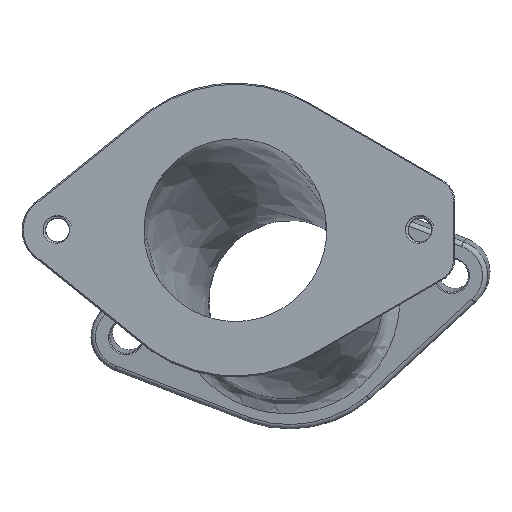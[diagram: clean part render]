
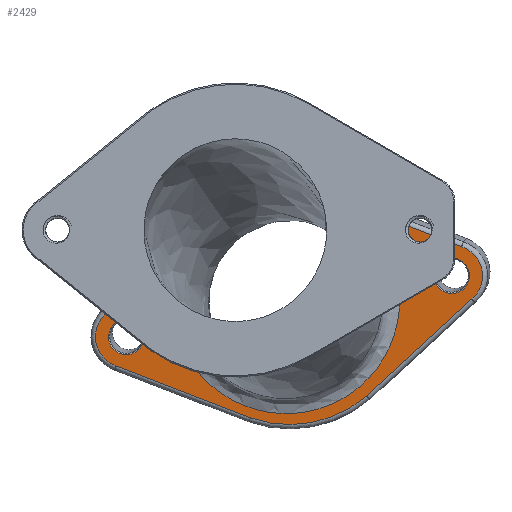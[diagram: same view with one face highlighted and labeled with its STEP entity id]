
A CAD part, front view. The second image highlights one B-rep face of the part: STEP entity #2429.
In plain terms, the highlighted planar face has unit normal (-0.06, -0.995, -0.083).
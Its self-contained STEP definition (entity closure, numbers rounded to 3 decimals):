
#35=FACE_BOUND('',#725,.T.);
#36=FACE_BOUND('',#726,.T.);
#70=CIRCLE('',#2604,3.75);
#72=CIRCLE('',#2608,6.5);
#73=CIRCLE('',#2609,25.);
#74=CIRCLE('',#2610,6.5);
#75=CIRCLE('',#2611,3.75);
#148=PLANE('',#2607);
#228=LINE('',#5401,#352);
#229=LINE('',#5405,#353);
#230=LINE('',#5409,#354);
#231=LINE('',#5412,#355);
#352=VECTOR('',#2943,10.);
#353=VECTOR('',#2946,10.);
#354=VECTOR('',#2949,10.);
#355=VECTOR('',#2952,10.);
#566=FACE_OUTER_BOUND('',#724,.T.);
#724=EDGE_LOOP('',(#1844,#1845,#1846,#1847,#1848,#1849,#1850,#1851));
#725=EDGE_LOOP('',(#1852));
#726=EDGE_LOOP('',(#1853));
#931=B_SPLINE_CURVE_WITH_KNOTS('',3,(#5382,#5383,#5384,#5385,#5386,#5387,
#5388,#5389,#5390,#5391,#5392,#5393,#5394,#5395,#5396,#5397,#5398,#5399),
 .UNSPECIFIED.,.F.,.F.,(4,1,1,1,1,1,1,1,1,1,1,1,1,1,1,4),(-10.481,
-9.789,-9.098,-8.753,-7.716,
-7.025,-6.334,-5.873,-4.951,
-4.26,-3.569,-2.878,-2.187,
-1.496,-1.323,-0.805),.UNSPECIFIED.);
#1118=VERTEX_POINT('',#5372);
#1120=VERTEX_POINT('',#5380);
#1121=VERTEX_POINT('',#5381);
#1122=VERTEX_POINT('',#5400);
#1123=VERTEX_POINT('',#5402);
#1124=VERTEX_POINT('',#5404);
#1125=VERTEX_POINT('',#5406);
#1126=VERTEX_POINT('',#5408);
#1127=VERTEX_POINT('',#5410);
#1128=VERTEX_POINT('',#5413);
#1395=EDGE_CURVE('',#1118,#1118,#70,.T.);
#1398=EDGE_CURVE('',#1120,#1121,#931,.T.);
#1399=EDGE_CURVE('',#1122,#1120,#228,.T.);
#1400=EDGE_CURVE('',#1123,#1122,#72,.T.);
#1401=EDGE_CURVE('',#1124,#1123,#229,.T.);
#1402=EDGE_CURVE('',#1125,#1124,#73,.T.);
#1403=EDGE_CURVE('',#1126,#1125,#230,.T.);
#1404=EDGE_CURVE('',#1127,#1126,#74,.T.);
#1405=EDGE_CURVE('',#1121,#1127,#231,.T.);
#1406=EDGE_CURVE('',#1128,#1128,#75,.T.);
#1844=ORIENTED_EDGE('',*,*,#1398,.F.);
#1845=ORIENTED_EDGE('',*,*,#1399,.F.);
#1846=ORIENTED_EDGE('',*,*,#1400,.F.);
#1847=ORIENTED_EDGE('',*,*,#1401,.F.);
#1848=ORIENTED_EDGE('',*,*,#1402,.F.);
#1849=ORIENTED_EDGE('',*,*,#1403,.F.);
#1850=ORIENTED_EDGE('',*,*,#1404,.F.);
#1851=ORIENTED_EDGE('',*,*,#1405,.F.);
#1852=ORIENTED_EDGE('',*,*,#1406,.F.);
#1853=ORIENTED_EDGE('',*,*,#1395,.F.);
#2429=ADVANCED_FACE('',(#566,#35,#36),#148,.F.);
#2604=AXIS2_PLACEMENT_3D('',#5374,#2934,#2935);
#2607=AXIS2_PLACEMENT_3D('',#5379,#2941,#2942);
#2608=AXIS2_PLACEMENT_3D('',#5403,#2944,#2945);
#2609=AXIS2_PLACEMENT_3D('',#5407,#2947,#2948);
#2610=AXIS2_PLACEMENT_3D('',#5411,#2950,#2951);
#2611=AXIS2_PLACEMENT_3D('',#5414,#2953,#2954);
#2934=DIRECTION('center_axis',(-0.06,-0.995,-0.083));
#2935=DIRECTION('ref_axis',(0.98,-0.075,0.185));
#2941=DIRECTION('center_axis',(0.06,0.995,0.083));
#2942=DIRECTION('ref_axis',(0.98,-0.075,0.185));
#2943=DIRECTION('',(0.732,-0.101,0.674));
#2944=DIRECTION('center_axis',(0.06,0.995,0.083));
#2945=DIRECTION('ref_axis',(-0.98,0.075,-0.185));
#2946=DIRECTION('',(-0.932,0.026,0.361));
#2947=DIRECTION('center_axis',(0.06,0.995,0.083));
#2948=DIRECTION('ref_axis',(0.19,0.07,-0.979));
#2949=DIRECTION('',(-0.732,0.101,-0.674));
#2950=DIRECTION('center_axis',(0.06,0.995,0.083));
#2951=DIRECTION('ref_axis',(0.98,-0.075,0.185));
#2952=DIRECTION('',(0.932,-0.026,-0.361));
#2953=DIRECTION('center_axis',(-0.06,-0.995,-0.083));
#2954=DIRECTION('ref_axis',(0.98,-0.075,0.185));
#5372=CARTESIAN_POINT('',(20.287,58.612,-21.219));
#5374=CARTESIAN_POINT('Origin',(23.962,58.332,-20.527));
#5379=CARTESIAN_POINT('Origin',(86.169,53.587,-8.813));
#5380=CARTESIAN_POINT('',(36.709,55.84,0.043));
#5381=CARTESIAN_POINT('',(70.279,53.148,7.941));
#5382=CARTESIAN_POINT('Ctrl Pts',(36.709,55.84,0.043));
#5383=CARTESIAN_POINT('Ctrl Pts',(35.342,56.117,-2.275));
#5384=CARTESIAN_POINT('Ctrl Pts',(33.395,56.661,-7.377));
#5385=CARTESIAN_POINT('Ctrl Pts',(33.19,57.244,-14.203));
#5386=CARTESIAN_POINT('Ctrl Pts',(34.937,57.802,-22.14));
#5387=CARTESIAN_POINT('Ctrl Pts',(39.295,58.135,-29.273));
#5388=CARTESIAN_POINT('Ctrl Pts',(47.18,58.116,-34.76));
#5389=CARTESIAN_POINT('Ctrl Pts',(54.214,57.856,-36.742));
#5390=CARTESIAN_POINT('Ctrl Pts',(62.369,57.359,-36.703));
#5391=CARTESIAN_POINT('Ctrl Pts',(70.176,56.653,-33.912));
#5392=CARTESIAN_POINT('Ctrl Pts',(76.897,55.733,-27.77));
#5393=CARTESIAN_POINT('Ctrl Pts',(80.771,54.896,-20.559));
#5394=CARTESIAN_POINT('Ctrl Pts',(82.048,54.141,-12.464));
#5395=CARTESIAN_POINT('Ctrl Pts',(80.612,53.553,-4.384));
#5396=CARTESIAN_POINT('Ctrl Pts',(77.622,53.283,1.007));
#5397=CARTESIAN_POINT('Ctrl Pts',(74.084,53.155,5.104));
#5398=CARTESIAN_POINT('Ctrl Pts',(71.988,53.136,6.847));
#5399=CARTESIAN_POINT('Ctrl Pts',(70.279,53.148,7.941));
#5400=CARTESIAN_POINT('',(19.721,58.177,-15.604));
#5401=CARTESIAN_POINT('',(39.364,55.475,2.489));
#5402=CARTESIAN_POINT('',(21.86,58.97,-26.645));
#5403=CARTESIAN_POINT('Origin',(23.962,58.332,-20.527));
#5404=CARTESIAN_POINT('',(50.136,58.173,-37.583));
#5405=CARTESIAN_POINT('',(61.023,57.866,-41.795));
#5406=CARTESIAN_POINT('',(74.607,56.307,-32.975));
#5407=CARTESIAN_POINT('Origin',(58.261,55.715,-14.068));
#5408=CARTESIAN_POINT('',(96.802,53.254,-12.533));
#5409=CARTESIAN_POINT('',(94.853,53.522,-14.327));
#5410=CARTESIAN_POINT('',(94.662,52.461,-1.492));
#5411=CARTESIAN_POINT('Origin',(92.56,53.099,-7.61));
#5412=CARTESIAN_POINT('',(78.043,52.929,4.937));
#5413=CARTESIAN_POINT('',(88.886,53.38,-8.302));
#5414=CARTESIAN_POINT('Origin',(92.56,53.099,-7.61));
